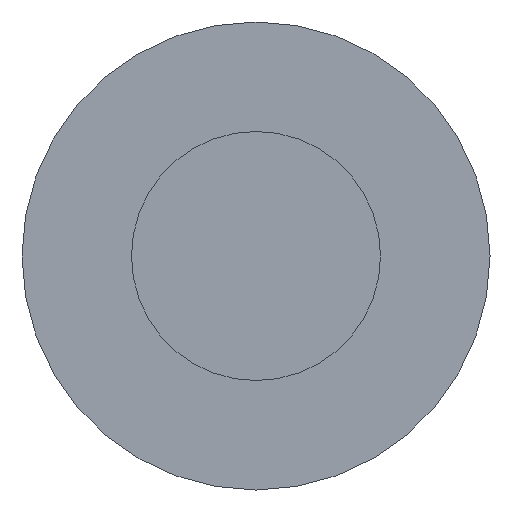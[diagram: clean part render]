
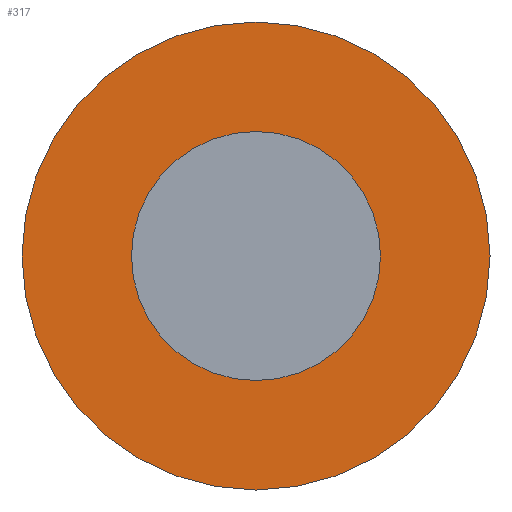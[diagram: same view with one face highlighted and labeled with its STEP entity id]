
A CAD part, front view. The second image highlights one B-rep face of the part: STEP entity #317.
In plain terms, the highlighted planar face has unit normal (0, -1, 0).
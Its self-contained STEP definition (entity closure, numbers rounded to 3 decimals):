
#101=PLANE('',#341);
#105=FACE_BOUND('',#144,.T.);
#123=FACE_OUTER_BOUND('',#143,.T.);
#143=EDGE_LOOP('',(#284));
#144=EDGE_LOOP('',(#285));
#148=CIRCLE('',#323,2.413);
#150=CIRCLE('',#340,4.534);
#152=VERTEX_POINT('',#429);
#178=VERTEX_POINT('',#508);
#180=EDGE_CURVE('',#152,#152,#148,.T.);
#218=EDGE_CURVE('',#178,#178,#150,.T.);
#284=ORIENTED_EDGE('',*,*,#218,.T.);
#285=ORIENTED_EDGE('',*,*,#180,.T.);
#317=ADVANCED_FACE('',(#123,#105),#101,.F.);
#323=AXIS2_PLACEMENT_3D('',#430,#349,#350);
#340=AXIS2_PLACEMENT_3D('',#509,#419,#420);
#341=AXIS2_PLACEMENT_3D('',#510,#421,#422);
#349=DIRECTION('center_axis',(0.,1.,0.));
#350=DIRECTION('ref_axis',(-1.,0.,0.));
#419=DIRECTION('center_axis',(0.,-1.,0.));
#420=DIRECTION('ref_axis',(1.,0.,0.));
#421=DIRECTION('center_axis',(0.,1.,0.));
#422=DIRECTION('ref_axis',(0.,0.,1.));
#429=CARTESIAN_POINT('',(2.413,0.,0.));
#430=CARTESIAN_POINT('Origin',(0.,0.,0.));
#508=CARTESIAN_POINT('',(-4.534,0.,0.));
#509=CARTESIAN_POINT('Origin',(0.,0.,0.));
#510=CARTESIAN_POINT('Origin',(0.,0.,0.));
